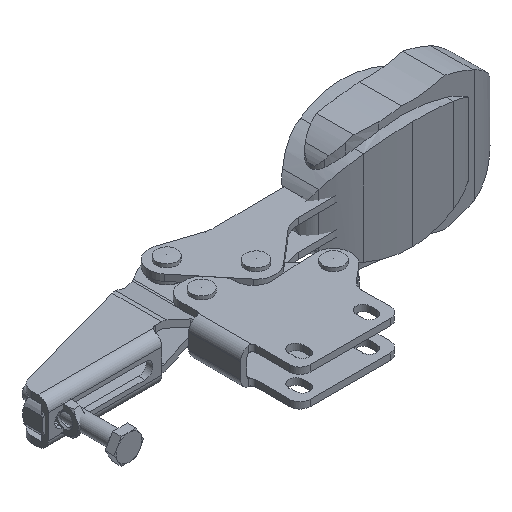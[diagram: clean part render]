
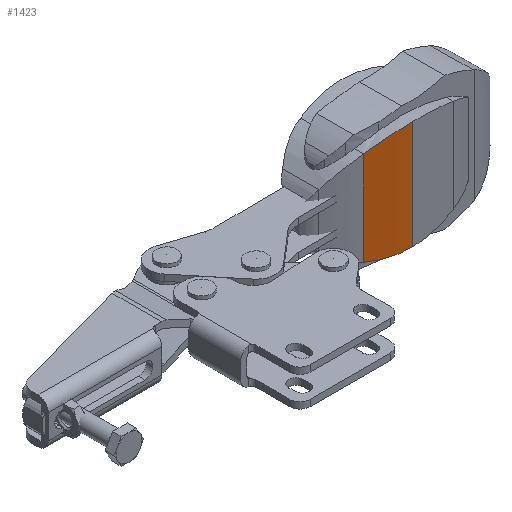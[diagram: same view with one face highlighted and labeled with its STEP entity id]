
A CAD part, isometric view. The second image highlights one B-rep face of the part: STEP entity #1423.
In plain terms, the highlighted cylindrical face has radius 88.559 mm (diameter 177.119 mm), a partial arc.
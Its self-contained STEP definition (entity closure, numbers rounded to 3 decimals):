
#1423 = ADVANCED_FACE( '', ( #2723 ), #2724, .T. );
#2723 = FACE_OUTER_BOUND( '', #3932, .T. );
#2724 = CYLINDRICAL_SURFACE( '', #3933, 88.56 );
#3932 = EDGE_LOOP( '', ( #7182, #7183, #7184, #7185 ) );
#3933 = AXIS2_PLACEMENT_3D( '', #7186, #7187, #7188 );
#7182 = ORIENTED_EDGE( '', *, *, #7529, .T. );
#7183 = ORIENTED_EDGE( '', *, *, #8401, .T. );
#7184 = ORIENTED_EDGE( '', *, *, #7532, .F. );
#7185 = ORIENTED_EDGE( '', *, *, #8495, .T. );
#7186 = CARTESIAN_POINT( '', ( -0.395, -76.119, 23. ) );
#7187 = DIRECTION( '', ( 0., 0., 1. ) );
#7188 = DIRECTION( '', ( -1., 0., 0. ) );
#7529 = EDGE_CURVE( '', #9025, #9023, #9026, .T. );
#7532 = EDGE_CURVE( '', #9029, #9030, #9031, .T. );
#8401 = EDGE_CURVE( '', #9023, #9030, #10294, .T. );
#8495 = EDGE_CURVE( '', #9029, #9025, #10393, .T. );
#9023 = VERTEX_POINT( '', #11157 );
#9025 = VERTEX_POINT( '', #11164 );
#9026 = LINE( '', #11165, #11166 );
#9029 = VERTEX_POINT( '', #11174 );
#9030 = VERTEX_POINT( '', #11175 );
#9031 = LINE( '', #11176, #11177 );
#10294 = B_SPLINE_CURVE_WITH_KNOTS( '', 3, ( #13337, #13338, #13339, #13340, #13341, #13342 ), .UNSPECIFIED., .F., .F., ( 4, 2, 4 ), ( 0., 0.009, 0.018 ), .UNSPECIFIED. );
#10393 = B_SPLINE_CURVE_WITH_KNOTS( '', 3, ( #13512, #13513, #13514, #13515, #13516, #13517 ), .UNSPECIFIED., .F., .F., ( 4, 2, 4 ), ( 0., 0.009, 0.018 ), .UNSPECIFIED. );
#11157 = CARTESIAN_POINT( '', ( 0., 12.44, -21. ) );
#11164 = CARTESIAN_POINT( '', ( 0., 12.44, 21. ) );
#11165 = CARTESIAN_POINT( '', ( 0., 12.44, 23. ) );
#11166 = VECTOR( '', #13946, 1000. );
#11174 = CARTESIAN_POINT( '', ( -17.5, 10.773, 18.187 ) );
#11175 = CARTESIAN_POINT( '', ( -17.5, 10.773, -18.187 ) );
#11176 = CARTESIAN_POINT( '', ( -17.5, 10.773, 23. ) );
#11177 = VECTOR( '', #13947, 1000. );
#13337 = CARTESIAN_POINT( '', ( 0., 12.44, -21. ) );
#13338 = CARTESIAN_POINT( '', ( -3.02, 12.453, -21. ) );
#13339 = CARTESIAN_POINT( '', ( -5.986, 12.313, -20.757 ) );
#13340 = CARTESIAN_POINT( '', ( -11.818, 11.75, -19.815 ) );
#13341 = CARTESIAN_POINT( '', ( -14.684, 11.328, -19.116 ) );
#13342 = CARTESIAN_POINT( '', ( -17.5, 10.773, -18.187 ) );
#13512 = CARTESIAN_POINT( '', ( -17.5, 10.773, 18.187 ) );
#13513 = CARTESIAN_POINT( '', ( -14.684, 11.328, 19.116 ) );
#13514 = CARTESIAN_POINT( '', ( -11.818, 11.75, 19.815 ) );
#13515 = CARTESIAN_POINT( '', ( -5.986, 12.313, 20.757 ) );
#13516 = CARTESIAN_POINT( '', ( -3.02, 12.453, 21. ) );
#13517 = CARTESIAN_POINT( '', ( 0., 12.44, 21. ) );
#13946 = DIRECTION( '', ( 0., 0., -1. ) );
#13947 = DIRECTION( '', ( 0., 0., -1. ) );
